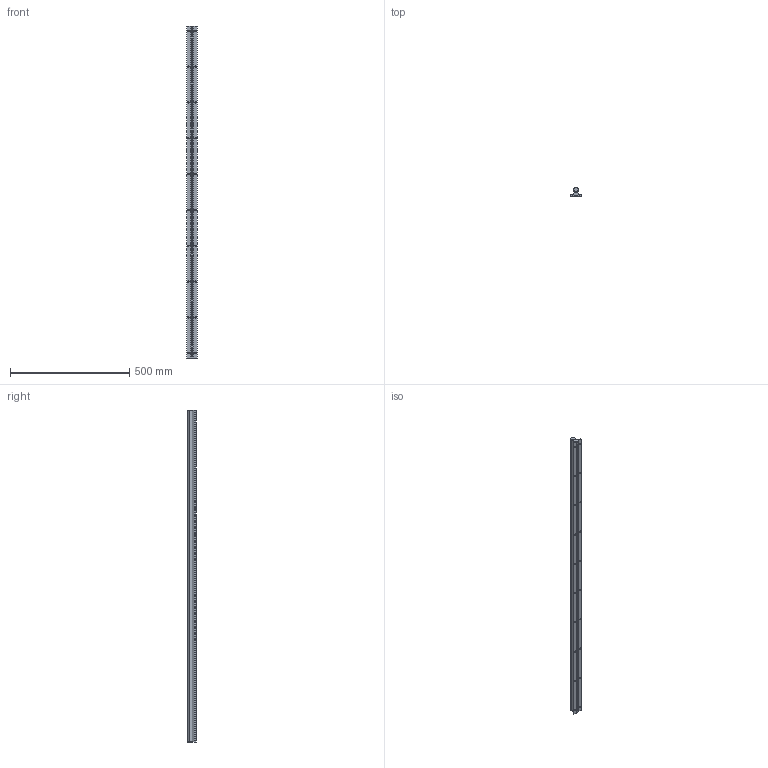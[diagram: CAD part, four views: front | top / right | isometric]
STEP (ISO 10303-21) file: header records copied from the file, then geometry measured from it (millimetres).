
FILE_DESCRIPTION (( 'STEP AP214' ), '1' );
FILE_NAME ('SBR20 1390L.STEP', '2018-01-02T13:55:33', ( '砐錪賧瘔蠈錪 Windows' ), ( '' ), 'SwSTEP 2.0', 'SolidWorks 2016', '' );
FILE_SCHEMA (( 'AUTOMOTIVE_DESIGN' ));
Length unit declared in the file: millimetre
Products named in the file (1): SBR20 1390L
Bounding box: 45 x 37 x 1390 mm (x, y, z)
Volume: 983194.8 mm3; surface area: 267205.2 mm2
Topology: 12 solids, 12 shells, 520 faces, 1244 edges, 748 vertices
Faces by surface type: cylinder 262, plane 214, cone 24, torus 20
Entity records: 18497 total; most frequent: CARTESIAN_POINT 3883, ORIENTED_EDGE 2488, DIRECTION 2314, EDGE_CURVE 1244, AXIS2_PLACEMENT_3D 829, VERTEX_POINT 748, VECTOR 656, LINE 656
